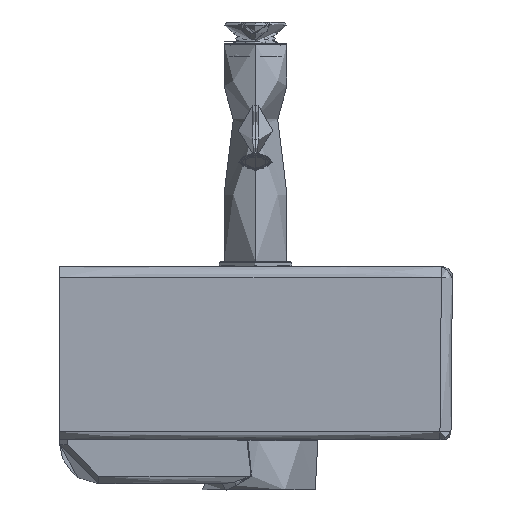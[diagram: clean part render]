
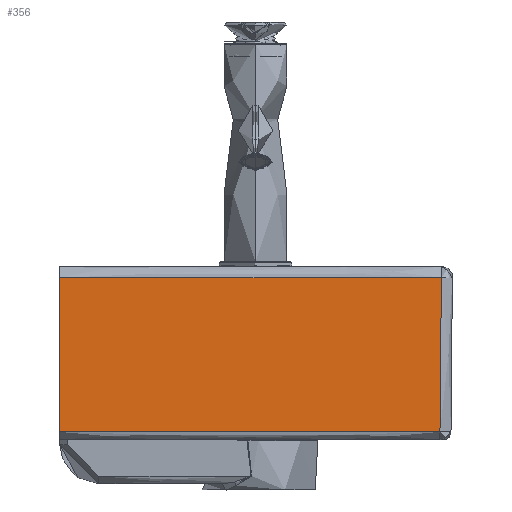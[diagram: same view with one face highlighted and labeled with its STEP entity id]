
A CAD part, front view. The second image highlights one B-rep face of the part: STEP entity #356.
In plain terms, the highlighted planar face has unit normal (0, -1, -0.014).
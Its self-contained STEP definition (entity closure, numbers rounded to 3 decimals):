
#356=ADVANCED_FACE('',(#1138),#11531,.T.);
#1138=FACE_OUTER_BOUND('',#1920,.T.);
#1920=EDGE_LOOP('',(#2910,#2911,#2912,#2913));
#2910=ORIENTED_EDGE('',*,*,#6451,.F.);
#2911=ORIENTED_EDGE('',*,*,#6447,.F.);
#2912=ORIENTED_EDGE('',*,*,#6452,.F.);
#2913=ORIENTED_EDGE('',*,*,#6450,.F.);
#6447=EDGE_CURVE('',#10340,#10338,#9393,.T.);
#6450=EDGE_CURVE('',#10336,#10342,#9395,.T.);
#6451=EDGE_CURVE('',#10338,#10336,#9396,.T.);
#6452=EDGE_CURVE('',#10342,#10340,#9397,.T.);
#9393=B_SPLINE_CURVE_WITH_KNOTS('',1,(#28425,#28426),.UNSPECIFIED.,.F.,
 .F.,(2,2),(-242.625,0.),.UNSPECIFIED.);
#9395=B_SPLINE_CURVE_WITH_KNOTS('',1,(#28434,#28435),.UNSPECIFIED.,.F.,
 .F.,(2,2),(0.,241.74),.UNSPECIFIED.);
#9396=B_SPLINE_CURVE_WITH_KNOTS('',5,(#28436,#28437,#28438,#28439,#28440,
#28441),.UNSPECIFIED.,.F.,.F.,(6,6),(41.153,179.726),
 .UNSPECIFIED.);
#9397=B_SPLINE_CURVE_WITH_KNOTS('',1,(#28442,#28443),.UNSPECIFIED.,.F.,
 .F.,(2,2),(0.,97.982),.UNSPECIFIED.);
#10336=VERTEX_POINT('',#27494);
#10338=VERTEX_POINT('',#27496);
#10340=VERTEX_POINT('',#27498);
#10342=VERTEX_POINT('',#27500);
#11531=PLANE('',#12473);
#12473=AXIS2_PLACEMENT_3D('',#16337,#12657,$);
#12657=DIRECTION('',(0.,-1.,-0.014));
#16337=CARTESIAN_POINT('',(266.947,-144.433,-114.926));
#27494=CARTESIAN_POINT('',(241.74,-144.568,-105.068));
#27496=CARTESIAN_POINT('',(242.625,-145.903,-7.095));
#27498=CARTESIAN_POINT('',(0.,-145.903,-7.095));
#27500=CARTESIAN_POINT('',(0.,-144.568,-105.068));
#28425=CARTESIAN_POINT('',(0.,-145.903,-7.095));
#28426=CARTESIAN_POINT('',(242.625,-145.903,-7.095));
#28434=CARTESIAN_POINT('',(241.74,-144.568,-105.068));
#28435=CARTESIAN_POINT('',(0.,-144.568,-105.068));
#28436=CARTESIAN_POINT('',(242.625,-145.903,-7.095));
#28437=CARTESIAN_POINT('',(242.448,-145.636,-26.69));
#28438=CARTESIAN_POINT('',(242.271,-145.369,-46.285));
#28439=CARTESIAN_POINT('',(242.094,-145.102,-65.879));
#28440=CARTESIAN_POINT('',(241.917,-144.835,-85.474));
#28441=CARTESIAN_POINT('',(241.74,-144.568,-105.068));
#28442=CARTESIAN_POINT('',(0.,-144.568,-105.068));
#28443=CARTESIAN_POINT('',(0.,-145.903,-7.095));
